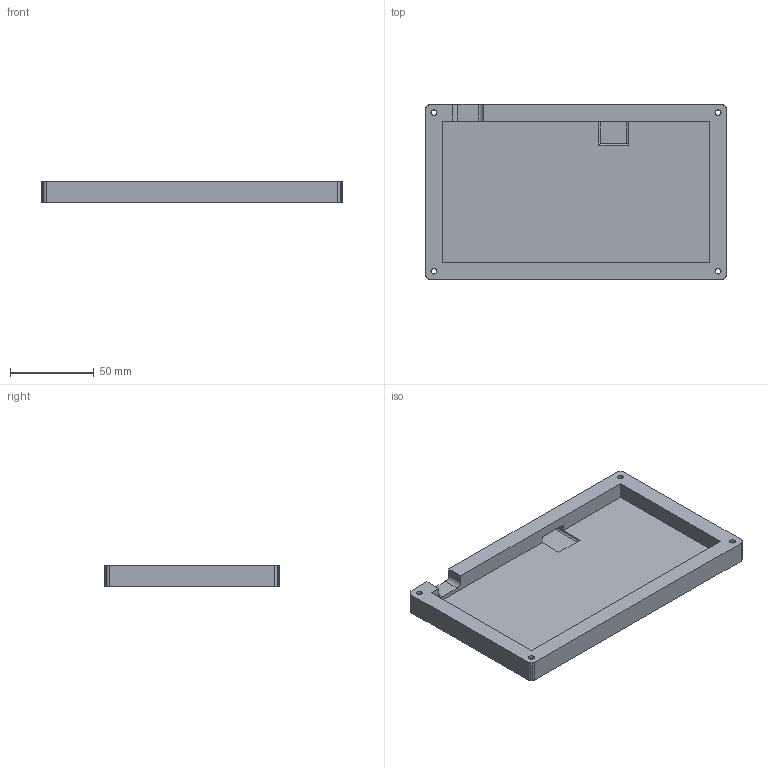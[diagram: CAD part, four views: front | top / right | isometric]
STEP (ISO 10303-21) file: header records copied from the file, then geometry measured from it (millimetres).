
FILE_DESCRIPTION(/* description */ (''),/* implementation_level */ '2;1');
FILE_NAME(/* name */ 'BottemCase.step',/* time_stamp */ '2025-12-13T22:38:43+01:00',/* author */ (''),/* organization */ (''),/* preprocessor_version */ 'ST-DEVELOPER v20.1',/* originating_system */ 'Autodesk Translation Framework v14.21.0.0',/* authorisation */ '');
FILE_SCHEMA (('AUTOMOTIVE_DESIGN { 1 0 10303 214 3 1 1 }'));
Length unit declared in the file: millimetre
Products named in the file (1): 2025-12-13-22-38-42-895
Bounding box: 179.5 x 104.4 x 13 mm (x, y, z)
Volume: 105449.4 mm3; surface area: 50428.1 mm2
Topology: 1 solids, 1 shells, 50 faces, 133 edges, 88 vertices
Faces by surface type: plane 27, cylinder 23
Full cylindrical faces by diameter (mm): 3.4 x4, 6 x4
Entity records: 1625 total; most frequent: DIRECTION 279, CARTESIAN_POINT 272, ORIENTED_EDGE 266, EDGE_CURVE 133, AXIS2_PLACEMENT_3D 95, LINE 89, VECTOR 89, VERTEX_POINT 88
